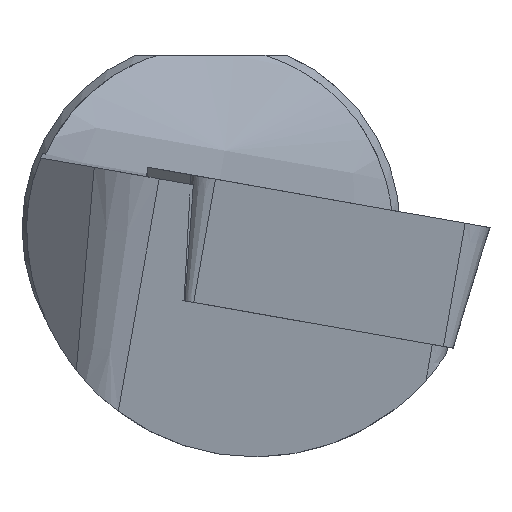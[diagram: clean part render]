
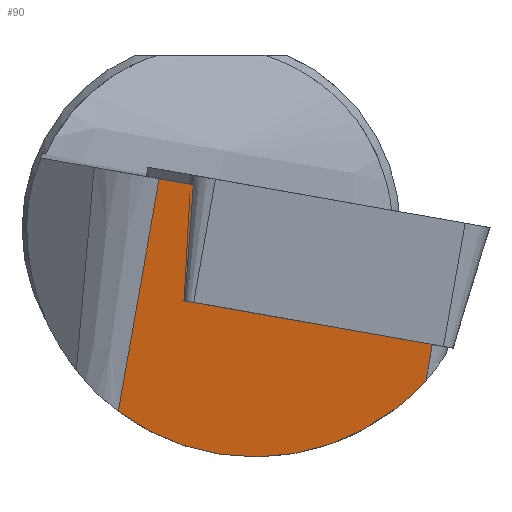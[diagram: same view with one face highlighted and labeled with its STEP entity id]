
A CAD part, left-side view. The second image highlights one B-rep face of the part: STEP entity #90.
In plain terms, the highlighted planar face has unit normal (-0.993, 0.021, -0.12).
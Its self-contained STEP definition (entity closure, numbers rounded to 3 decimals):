
#90=ADVANCED_FACE('',(#140),#123,.T.);
#123=PLANE('',#618);
#140=FACE_OUTER_BOUND('',#172,.T.);
#172=EDGE_LOOP('',(#235,#236,#237,#238,#239,#240));
#224=ELLIPSE('',#617,7.304,7.25);
#235=ORIENTED_EDGE('',*,*,#456,.F.);
#236=ORIENTED_EDGE('',*,*,#457,.F.);
#237=ORIENTED_EDGE('',*,*,#458,.T.);
#238=ORIENTED_EDGE('',*,*,#459,.T.);
#239=ORIENTED_EDGE('',*,*,#460,.F.);
#240=ORIENTED_EDGE('',*,*,#461,.F.);
#401=VERTEX_POINT('',#854);
#402=VERTEX_POINT('',#855);
#403=VERTEX_POINT('',#857);
#404=VERTEX_POINT('',#859);
#405=VERTEX_POINT('',#861);
#406=VERTEX_POINT('',#863);
#456=EDGE_CURVE('',#401,#402,#536,.T.);
#457=EDGE_CURVE('',#403,#401,#537,.T.);
#458=EDGE_CURVE('',#403,#404,#538,.T.);
#459=EDGE_CURVE('',#404,#405,#224,.T.);
#460=EDGE_CURVE('',#406,#405,#539,.T.);
#461=EDGE_CURVE('',#402,#406,#540,.T.);
#536=LINE('',#853,#577);
#537=LINE('',#856,#578);
#538=LINE('',#858,#579);
#539=LINE('',#862,#580);
#540=LINE('',#864,#581);
#577=VECTOR('',#681,1.);
#578=VECTOR('',#682,1.);
#579=VECTOR('',#683,1.);
#580=VECTOR('',#686,1.);
#581=VECTOR('',#687,1.);
#617=AXIS2_PLACEMENT_3D('',#860,#684,#685);
#618=AXIS2_PLACEMENT_3D('',#865,#688,#689);
#681=DIRECTION('',(0.121,0.071,-0.99));
#682=DIRECTION('',(0.,-0.985,-0.174));
#683=DIRECTION('',(0.122,0.172,-0.977));
#684=DIRECTION('',(-0.993,0.021,-0.12));
#685=DIRECTION('',(0.122,0.172,-0.977));
#686=DIRECTION('',(0.122,0.172,-0.977));
#687=DIRECTION('',(0.,-0.985,-0.174));
#688=DIRECTION('',(-0.993,0.021,-0.12));
#689=DIRECTION('',(-0.12,0.,0.993));
#853=CARTESIAN_POINT('',(0.203,0.603,0.839));
#854=CARTESIAN_POINT('',(0.137,0.564,1.382));
#855=CARTESIAN_POINT('',(0.587,0.829,-2.298));
#856=CARTESIAN_POINT('',(0.137,-7.657,-0.068));
#857=CARTESIAN_POINT('',(0.137,1.646,1.573));
#858=CARTESIAN_POINT('',(0.1,1.594,1.868));
#859=CARTESIAN_POINT('',(1.056,2.946,-5.803));
#860=CARTESIAN_POINT('',(0.262,-1.4,0.));
#861=CARTESIAN_POINT('',(0.729,-6.82,-4.815));
#862=CARTESIAN_POINT('',(0.1,-7.709,0.228));
#863=CARTESIAN_POINT('',(0.587,-7.02,-3.682));
#864=CARTESIAN_POINT('',(0.587,-7.02,-3.682));
#865=CARTESIAN_POINT('',(0.1,-7.709,0.228));
